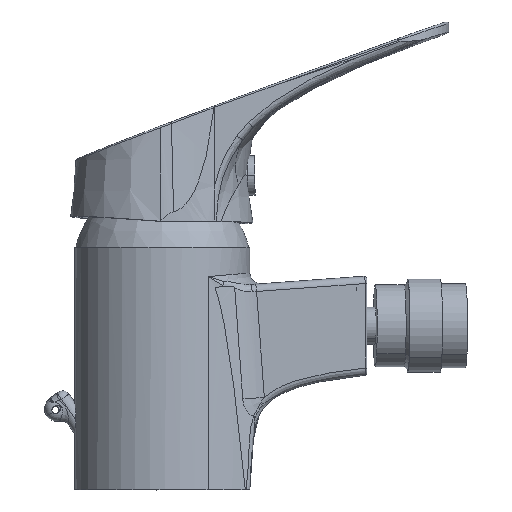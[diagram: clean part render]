
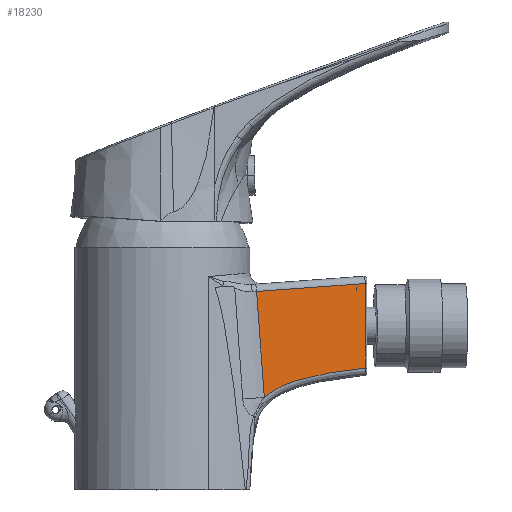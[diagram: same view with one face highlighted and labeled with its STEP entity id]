
A CAD part, top view. The second image highlights one B-rep face of the part: STEP entity #18230.
In plain terms, the highlighted face is planar.
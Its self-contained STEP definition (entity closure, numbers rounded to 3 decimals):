
#1654 = CARTESIAN_POINT ( 'NONE',  ( 56.136, 57.089, 14.133 ) ) ;
#1755 = EDGE_CURVE ( 'NONE', #6618, #11639, #16736, .T. ) ;
#2125 = CARTESIAN_POINT ( 'NONE',  ( 27.976, 25.951, 15.586 ) ) ;
#2752 = CARTESIAN_POINT ( 'NONE',  ( 50.621, 33.13, 14.479 ) ) ;
#3262 = DIRECTION ( 'NONE',  ( -0.996, -0.073, 0.048 ) ) ;
#4572 = CARTESIAN_POINT ( 'NONE',  ( 38.558, 30.87, 15.063 ) ) ;
#4776 = AXIS2_PLACEMENT_3D ( 'NONE', #8446, #11934, #19856 ) ;
#4967 = LINE ( 'NONE', #1654, #6831 ) ;
#5436 = CARTESIAN_POINT ( 'NONE',  ( 32.718, 28.848, 15.349 ) ) ;
#6563 = B_SPLINE_CURVE_WITH_KNOTS ( 'NONE', 3,
 ( #16730, #2125, #7138, #8640, #13530, #20047, #5436, #11930, #13945, #19174, #15651, #4572, #9059, #10659, #14265, #2752, #15975, #15547 ),
 .UNSPECIFIED., .F., .F.,
 ( 4, 2, 2, 2, 2, 2, 2, 2, 4 ),
 ( 0.004, 0.006, 0.008, 0.012, 0.013, 0.015, 0.019, 0.027, 0.034 ),
 .UNSPECIFIED. ) ;
#6618 = VERTEX_POINT ( 'NONE', #14406 ) ;
#6641 = CARTESIAN_POINT ( 'NONE',  ( 27.729, 22.643, 15.609 ) ) ;
#6831 = VECTOR ( 'NONE', #3262, 1000. ) ;
#6900 = EDGE_CURVE ( 'NONE', #11639, #15803, #6563, .T. ) ;
#6988 = VECTOR ( 'NONE', #19930, 1000. ) ;
#7138 = CARTESIAN_POINT ( 'NONE',  ( 28.463, 26.34, 15.561 ) ) ;
#7506 = ORIENTED_EDGE ( 'NONE', *, *, #1755, .T. ) ;
#7780 = ORIENTED_EDGE ( 'NONE', *, *, #19352, .T. ) ;
#8446 = CARTESIAN_POINT ( 'NONE',  ( 60.317, -0.225, 14.133 ) ) ;
#8640 = CARTESIAN_POINT ( 'NONE',  ( 29.478, 27.066, 15.51 ) ) ;
#9059 = CARTESIAN_POINT ( 'NONE',  ( 39.75, 31.174, 15.005 ) ) ;
#9604 = EDGE_LOOP ( 'NONE', ( #18023, #15324, #7780, #7506 ) ) ;
#9914 = CARTESIAN_POINT ( 'NONE',  ( 55.515, -0.225, 14.362 ) ) ;
#10659 = CARTESIAN_POINT ( 'NONE',  ( 43.342, 31.994, 14.831 ) ) ;
#11276 = CARTESIAN_POINT ( 'NONE',  ( 55.515, 33.664, 14.244 ) ) ;
#11639 = VERTEX_POINT ( 'NONE', #14816 ) ;
#11930 = CARTESIAN_POINT ( 'NONE',  ( 34.439, 29.54, 15.264 ) ) ;
#11934 = DIRECTION ( 'NONE',  ( -0.048, -0.003, -0.999 ) ) ;
#11957 = VECTOR ( 'NONE', #13334, 1000. ) ;
#12106 = EDGE_CURVE ( 'NONE', #15803, #18748, #14717, .T. ) ;
#13334 = DIRECTION ( 'NONE',  ( 0.073, -0.997, 0. ) ) ;
#13530 = CARTESIAN_POINT ( 'NONE',  ( 30., 27.398, 15.484 ) ) ;
#13945 = CARTESIAN_POINT ( 'NONE',  ( 35.021, 29.755, 15.236 ) ) ;
#14265 = CARTESIAN_POINT ( 'NONE',  ( 45.76, 32.417, 14.714 ) ) ;
#14406 = CARTESIAN_POINT ( 'NONE',  ( 25.38, 54.846, 15.609 ) ) ;
#14717 = LINE ( 'NONE', #9914, #6988 ) ;
#14816 = CARTESIAN_POINT ( 'NONE',  ( 27.518, 25.536, 15.609 ) ) ;
#15324 = ORIENTED_EDGE ( 'NONE', *, *, #12106, .T. ) ;
#15547 = CARTESIAN_POINT ( 'NONE',  ( 55.515, 33.664, 14.244 ) ) ;
#15651 = CARTESIAN_POINT ( 'NONE',  ( 36.784, 30.344, 15.15 ) ) ;
#15803 = VERTEX_POINT ( 'NONE', #11276 ) ;
#15975 = CARTESIAN_POINT ( 'NONE',  ( 53.064, 33.418, 14.362 ) ) ;
#16440 = FACE_OUTER_BOUND ( 'NONE', #9604, .T. ) ;
#16730 = CARTESIAN_POINT ( 'NONE',  ( 27.518, 25.536, 15.609 ) ) ;
#16736 = LINE ( 'NONE', #6641, #11957 ) ;
#17969 = CARTESIAN_POINT ( 'NONE',  ( 55.515, 57.044, 14.162 ) ) ;
#18023 = ORIENTED_EDGE ( 'NONE', *, *, #6900, .T. ) ;
#18150 = PLANE ( 'NONE',  #4776 ) ;
#18230 = ADVANCED_FACE ( 'NONE', ( #16440 ), #18150, .F. ) ;
#18748 = VERTEX_POINT ( 'NONE', #17969 ) ;
#19174 = CARTESIAN_POINT ( 'NONE',  ( 36.195, 30.157, 15.178 ) ) ;
#19352 = EDGE_CURVE ( 'NONE', #18748, #6618, #4967, .T. ) ;
#19856 = DIRECTION ( 'NONE',  ( -0.999, 0., 0.048 ) ) ;
#19930 = DIRECTION ( 'NONE',  ( 0., 1., -0.003 ) ) ;
#20047 = CARTESIAN_POINT ( 'NONE',  ( 31.602, 28.325, 15.404 ) ) ;
